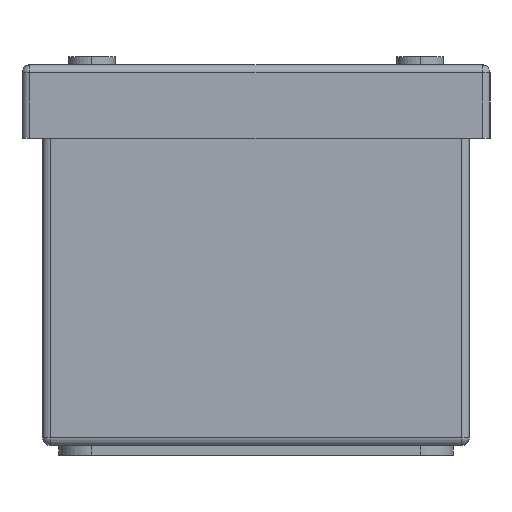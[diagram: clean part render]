
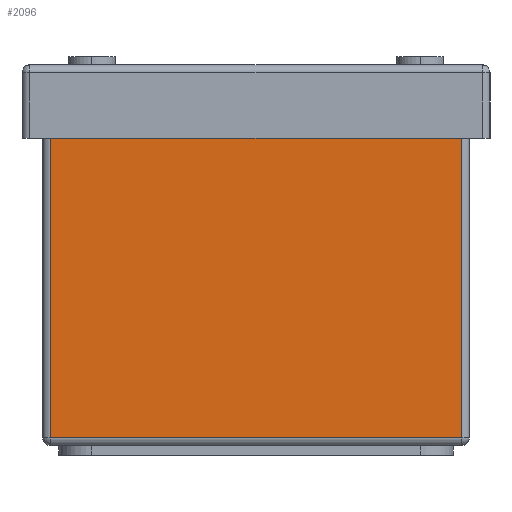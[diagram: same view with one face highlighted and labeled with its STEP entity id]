
A CAD part, left-side view. The second image highlights one B-rep face of the part: STEP entity #2096.
In plain terms, the highlighted planar face has unit normal (-1, 0, 0).
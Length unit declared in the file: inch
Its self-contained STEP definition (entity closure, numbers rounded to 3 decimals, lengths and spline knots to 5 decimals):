
#389 = VECTOR ( 'NONE', #13433, 39.37008 ) ;
#1507 = VECTOR ( 'NONE', #1762, 39.37008 ) ;
#1762 = DIRECTION ( 'NONE',  ( 0., 1., 0. ) ) ;
#1853 = VERTEX_POINT ( 'NONE', #13576 ) ;
#2096 = ADVANCED_FACE ( 'NONE', ( #8049 ), #14948, .F. ) ;
#2216 = VECTOR ( 'NONE', #6298, 39.37008 ) ;
#2576 = CARTESIAN_POINT ( 'NONE',  ( 0., 3.19, 2.75 ) ) ;
#3274 = EDGE_CURVE ( 'NONE', #1853, #6521, #9540, .T. ) ;
#3595 = VERTEX_POINT ( 'NONE', #14144 ) ;
#4463 = AXIS2_PLACEMENT_3D ( 'NONE', #7974, #5476, #10196 ) ;
#5476 = DIRECTION ( 'NONE',  ( 1., 0., 0. ) ) ;
#5715 = VERTEX_POINT ( 'NONE', #14459 ) ;
#6021 = EDGE_LOOP ( 'NONE', ( #10417, #15218, #8378, #12028 ) ) ;
#6298 = DIRECTION ( 'NONE',  ( 0., 0., -1. ) ) ;
#6521 = VERTEX_POINT ( 'NONE', #7745 ) ;
#6651 = CARTESIAN_POINT ( 'NONE',  ( 0., 3.19, 2.69 ) ) ;
#7745 = CARTESIAN_POINT ( 'NONE',  ( 0., 0.06, 0.06 ) ) ;
#7974 = CARTESIAN_POINT ( 'NONE',  ( 0., 3.19, 2.75 ) ) ;
#8049 = FACE_OUTER_BOUND ( 'NONE', #6021, .T. ) ;
#8378 = ORIENTED_EDGE ( 'NONE', *, *, #11235, .T. ) ;
#8886 = VECTOR ( 'NONE', #11709, 39.37008 ) ;
#9540 = LINE ( 'NONE', #11928, #2216 ) ;
#10196 = DIRECTION ( 'NONE',  ( 0., 1., 0. ) ) ;
#10417 = ORIENTED_EDGE ( 'NONE', *, *, #3274, .F. ) ;
#11235 = EDGE_CURVE ( 'NONE', #3595, #5715, #11940, .T. ) ;
#11278 = LINE ( 'NONE', #6651, #1507 ) ;
#11709 = DIRECTION ( 'NONE',  ( 0., 0., -1. ) ) ;
#11928 = CARTESIAN_POINT ( 'NONE',  ( 0., 0.06, 2.75 ) ) ;
#11940 = LINE ( 'NONE', #2576, #8886 ) ;
#12028 = ORIENTED_EDGE ( 'NONE', *, *, #14715, .T. ) ;
#12199 = CARTESIAN_POINT ( 'NONE',  ( 0., 3.19, 0.06 ) ) ;
#12350 = EDGE_CURVE ( 'NONE', #1853, #3595, #11278, .T. ) ;
#13433 = DIRECTION ( 'NONE',  ( 0., -1., 0. ) ) ;
#13576 = CARTESIAN_POINT ( 'NONE',  ( 0., 0.06, 2.69 ) ) ;
#14144 = CARTESIAN_POINT ( 'NONE',  ( 0., 3.19, 2.69 ) ) ;
#14459 = CARTESIAN_POINT ( 'NONE',  ( 0., 3.19, 0.06 ) ) ;
#14667 = LINE ( 'NONE', #12199, #389 ) ;
#14715 = EDGE_CURVE ( 'NONE', #5715, #6521, #14667, .T. ) ;
#14948 = PLANE ( 'NONE',  #4463 ) ;
#15218 = ORIENTED_EDGE ( 'NONE', *, *, #12350, .T. ) ;
